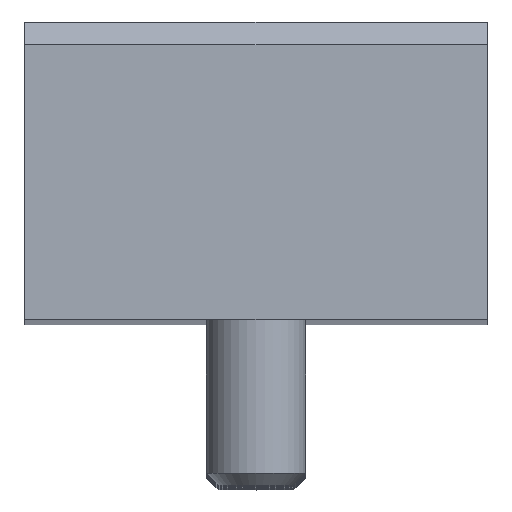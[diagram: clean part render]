
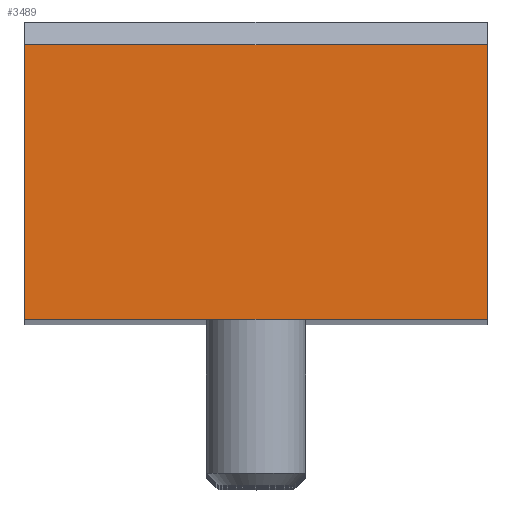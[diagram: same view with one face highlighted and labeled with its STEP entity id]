
A CAD part, top view. The second image highlights one B-rep face of the part: STEP entity #3489.
In plain terms, the highlighted planar face has unit normal (0, 0.026, 1).
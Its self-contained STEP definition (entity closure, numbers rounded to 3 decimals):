
#29=PLANE('',#3675);
#174=LINE('',#4678,#450);
#175=LINE('',#4681,#451);
#176=LINE('',#4683,#452);
#177=LINE('',#4685,#453);
#450=VECTOR('',#3959,1000.);
#451=VECTOR('',#3960,1000.);
#452=VECTOR('',#3961,1000.);
#453=VECTOR('',#3962,1000.);
#762=ORIENTED_EDGE('',*,*,#1458,.T.);
#763=ORIENTED_EDGE('',*,*,#1459,.F.);
#764=ORIENTED_EDGE('',*,*,#1460,.F.);
#765=ORIENTED_EDGE('',*,*,#1461,.T.);
#1458=EDGE_CURVE('',#1806,#1807,#174,.T.);
#1459=EDGE_CURVE('',#1808,#1807,#175,.T.);
#1460=EDGE_CURVE('',#1809,#1808,#176,.T.);
#1461=EDGE_CURVE('',#1809,#1806,#177,.T.);
#1806=VERTEX_POINT('',#4679);
#1807=VERTEX_POINT('',#4680);
#1808=VERTEX_POINT('',#4682);
#1809=VERTEX_POINT('',#4684);
#2074=EDGE_LOOP('',(#762,#763,#764,#765));
#2264=FACE_BOUND('',#2074,.T.);
#3489=ADVANCED_FACE('',(#2264),#29,.F.);
#3675=AXIS2_PLACEMENT_3D('',#4677,#3957,#3958);
#3957=DIRECTION('',(0.,-0.026,-1.));
#3958=DIRECTION('',(0.,1.,-0.026));
#3959=DIRECTION('',(0.,-1.,0.026));
#3960=DIRECTION('',(-1.,0.,0.));
#3961=DIRECTION('',(0.,-1.,0.026));
#3962=DIRECTION('',(-1.,0.,0.));
#4677=CARTESIAN_POINT('',(7.,8.312,4.782));
#4678=CARTESIAN_POINT('',(-7.,8.312,4.782));
#4679=CARTESIAN_POINT('',(-7.,8.312,4.782));
#4680=CARTESIAN_POINT('',(-7.,0.,5.));
#4681=CARTESIAN_POINT('',(7.,0.,5.));
#4682=CARTESIAN_POINT('',(7.,0.,5.));
#4683=CARTESIAN_POINT('',(7.,8.312,4.782));
#4684=CARTESIAN_POINT('',(7.,8.312,4.782));
#4685=CARTESIAN_POINT('',(7.,8.312,4.782));
